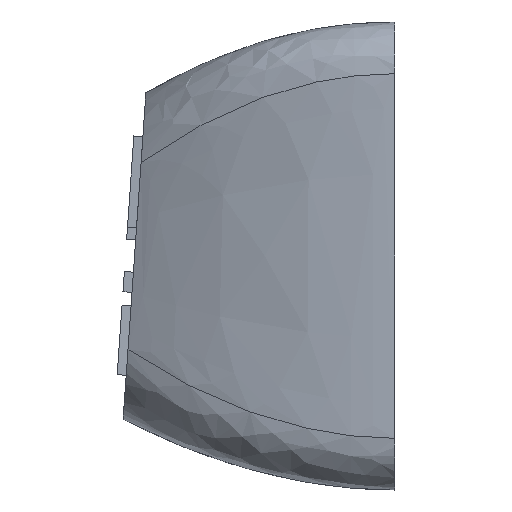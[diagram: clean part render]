
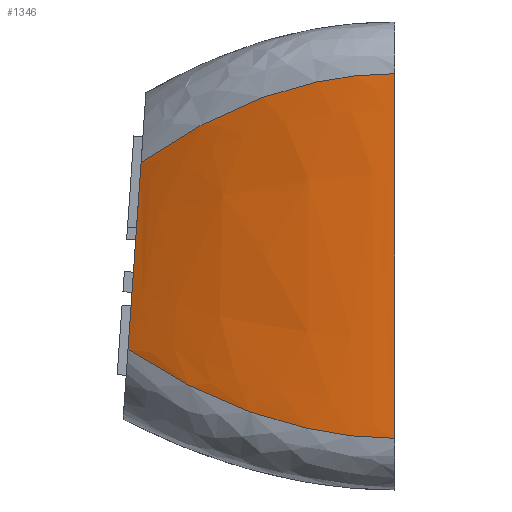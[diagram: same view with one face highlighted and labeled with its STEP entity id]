
A CAD part, left-side view. The second image highlights one B-rep face of the part: STEP entity #1346.
In plain terms, the highlighted free-form (B-spline) face has degree [3, 3] with [4, 4] control points.
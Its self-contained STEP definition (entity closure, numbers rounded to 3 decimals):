
#41=B_SPLINE_SURFACE_WITH_KNOTS('',3,3,((#2468,#2469,#2470,#2471),(#2472,
#2473,#2474,#2475),(#2476,#2477,#2478,#2479),(#2480,#2481,#2482,#2483)),
 .UNSPECIFIED.,.F.,.F.,.F.,(4,4),(4,4),(0.,1.),(0.,1.),.UNSPECIFIED.);
#84=B_SPLINE_CURVE_WITH_KNOTS('',3,(#2464,#2465,#2466,#2467),
 .UNSPECIFIED.,.F.,.F.,(4,4),(0.,1.),.UNSPECIFIED.);
#85=B_SPLINE_CURVE_WITH_KNOTS('',3,(#2484,#2485,#2486,#2487),
 .UNSPECIFIED.,.F.,.F.,(4,4),(0.,1.),.UNSPECIFIED.);
#117=FACE_OUTER_BOUND('',#198,.T.);
#198=EDGE_LOOP('',(#1025,#1026,#1027,#1028));
#295=LINE('',#2422,#444);
#296=LINE('',#2428,#445);
#444=VECTOR('',#1568,10.);
#445=VECTOR('',#1573,10.);
#593=VERTEX_POINT('',#2408);
#599=VERTEX_POINT('',#2420);
#601=VERTEX_POINT('',#2425);
#602=VERTEX_POINT('',#2427);
#751=EDGE_CURVE('',#593,#599,#295,.T.);
#753=EDGE_CURVE('',#601,#602,#296,.T.);
#761=EDGE_CURVE('',#601,#593,#84,.T.);
#762=EDGE_CURVE('',#602,#599,#85,.T.);
#1025=ORIENTED_EDGE('',*,*,#753,.F.);
#1026=ORIENTED_EDGE('',*,*,#761,.T.);
#1027=ORIENTED_EDGE('',*,*,#751,.T.);
#1028=ORIENTED_EDGE('',*,*,#762,.F.);
#1346=ADVANCED_FACE('',(#117),#41,.F.);
#1568=DIRECTION('',(0.,0.,1.));
#1573=DIRECTION('',(0.,-0.07,0.998));
#2408=CARTESIAN_POINT('',(0.,0.,2.));
#2420=CARTESIAN_POINT('',(0.,0.,16.1));
#2422=CARTESIAN_POINT('',(0.,0.,2.));
#2425=CARTESIAN_POINT('',(2.7,10.32,5.433));
#2427=CARTESIAN_POINT('',(2.7,9.814,12.671));
#2428=CARTESIAN_POINT('',(2.7,10.32,5.433));
#2464=CARTESIAN_POINT('Ctrl Pts',(2.7,10.32,5.433));
#2465=CARTESIAN_POINT('Ctrl Pts',(0.9,6.88,3.144));
#2466=CARTESIAN_POINT('Ctrl Pts',(0.,3.356,
2.));
#2467=CARTESIAN_POINT('Ctrl Pts',(0.,0.,2.));
#2468=CARTESIAN_POINT('Ctrl Pts',(2.7,10.32,5.433));
#2469=CARTESIAN_POINT('Ctrl Pts',(0.9,6.88,3.144));
#2470=CARTESIAN_POINT('Ctrl Pts',(0.,3.356,
2.));
#2471=CARTESIAN_POINT('Ctrl Pts',(0.,0.,2.));
#2472=CARTESIAN_POINT('Ctrl Pts',(2.7,10.221,6.843));
#2473=CARTESIAN_POINT('Ctrl Pts',(0.939,6.814,4.776));
#2474=CARTESIAN_POINT('Ctrl Pts',(0.,3.356,
3.047));
#2475=CARTESIAN_POINT('Ctrl Pts',(0.,0.,3.047));
#2476=CARTESIAN_POINT('Ctrl Pts',(2.7,9.913,11.261));
#2477=CARTESIAN_POINT('Ctrl Pts',(0.939,6.608,13.325));
#2478=CARTESIAN_POINT('Ctrl Pts',(0.,3.356,
15.053));
#2479=CARTESIAN_POINT('Ctrl Pts',(0.,0.,15.053));
#2480=CARTESIAN_POINT('Ctrl Pts',(2.7,9.814,12.671));
#2481=CARTESIAN_POINT('Ctrl Pts',(0.9,6.543,14.957));
#2482=CARTESIAN_POINT('Ctrl Pts',(0.,3.356,
16.1));
#2483=CARTESIAN_POINT('Ctrl Pts',(0.,0.,16.1));
#2484=CARTESIAN_POINT('Ctrl Pts',(2.7,9.814,12.671));
#2485=CARTESIAN_POINT('Ctrl Pts',(0.9,6.543,14.957));
#2486=CARTESIAN_POINT('Ctrl Pts',(0.,3.356,
16.1));
#2487=CARTESIAN_POINT('Ctrl Pts',(0.,0.,
16.1));
